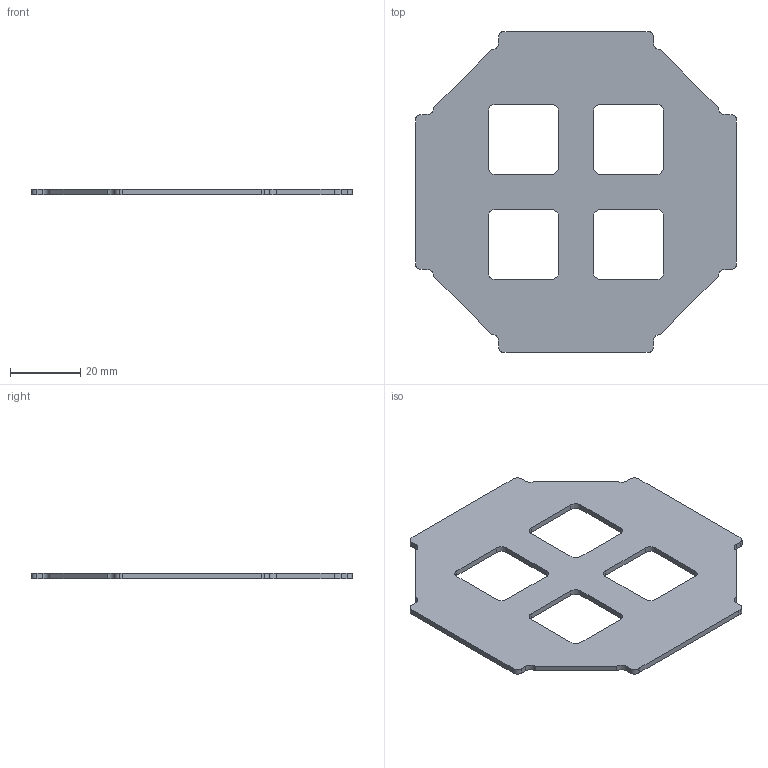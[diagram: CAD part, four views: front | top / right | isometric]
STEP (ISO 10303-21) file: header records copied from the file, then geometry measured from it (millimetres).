
FILE_DESCRIPTION(('KiCad electronic assembly'),'2;1');
FILE_NAME('Cubesat Drone Main hardware.step','2024-12-24T21:40:11',( 'Pcbnew'),('Kicad'),'Open CASCADE STEP processor 7.8', 'KiCad to STEP converter','Unknown');
FILE_SCHEMA(('AUTOMOTIVE_DESIGN { 1 0 10303 214 1 1 1 1 }'));
Length unit declared in the file: millimetre
Products named in the file (2): Cubesat Drone Main hardware 1; _autosave-Cubesat Drone Main hardware_PCB
Assembly tree (1 placements, depth 2):
  Cubesat Drone Main hardware 1
    _autosave-Cubesat Drone Main hardware_PCB
Bounding box: 91.5 x 91.5 x 1.6 mm (x, y, z)
Volume: 8593 mm3; surface area: 11736.2 mm2
Topology: 1 solids, 1 shells, 75 faces, 219 edges, 146 vertices
Faces by surface type: plane 43, cylinder 32
Entity records: 2550 total; most frequent: CARTESIAN_POINT 442, ORIENTED_EDGE 438, DIRECTION 437, EDGE_CURVE 219, LINE 155, VECTOR 155, VERTEX_POINT 146, AXIS2_PLACEMENT_3D 141
